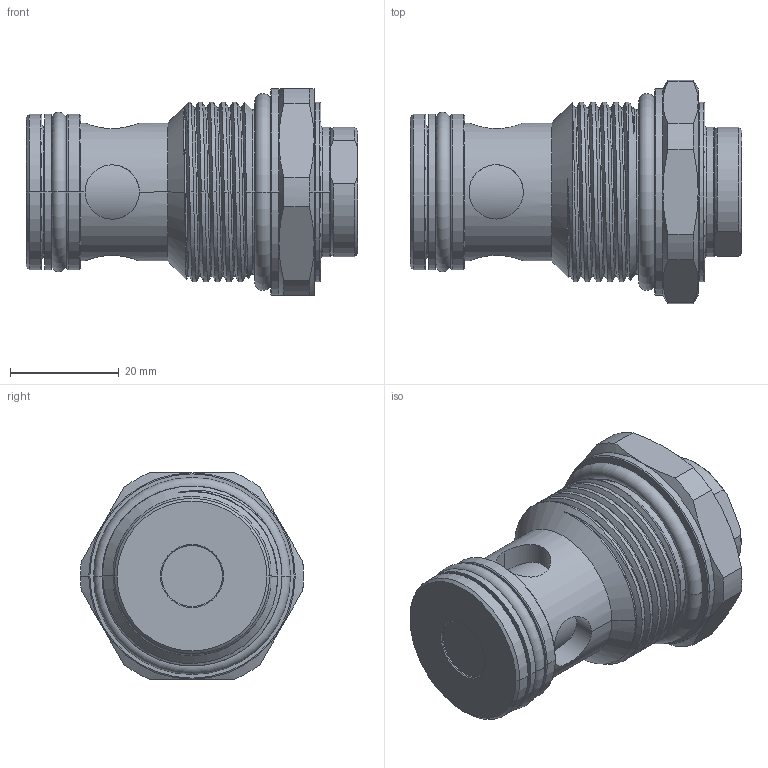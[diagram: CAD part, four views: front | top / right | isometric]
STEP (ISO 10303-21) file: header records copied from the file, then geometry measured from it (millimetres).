
FILE_DESCRIPTION (( 'STEP AP203' ), '1' );
FILE_NAME ('CV16W22-N.STEP', '2024-05-21T01:18:15', ( '' ), ( '' ), 'SwSTEP 2.0', 'SolidWorks 2018', '' );
FILE_SCHEMA (( 'CONFIG_CONTROL_DESIGN' ));
Length unit declared in the file: millimetre
Products named in the file (1): CV16W22-N
Bounding box: 61 x 41.1 x 38 mm (x, y, z)
Volume: 42134 mm3; surface area: 10272.3 mm2
Topology: 1 solids, 1 shells, 132 faces, 306 edges, 189 vertices
Faces by surface type: cylinder 59, cone 29, plane 21, torus 20, bspline 3
Entity records: 6375 total; most frequent: CARTESIAN_POINT 3402, ORIENTED_EDGE 612, DIRECTION 607, EDGE_CURVE 306, AXIS2_PLACEMENT_3D 263, VERTEX_POINT 189, EDGE_LOOP 145, CIRCLE 133
